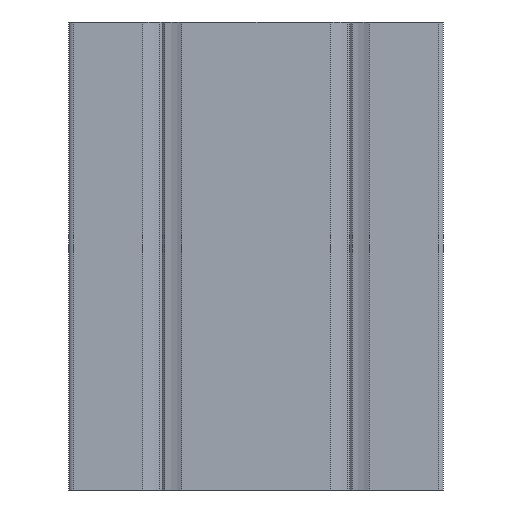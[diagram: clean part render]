
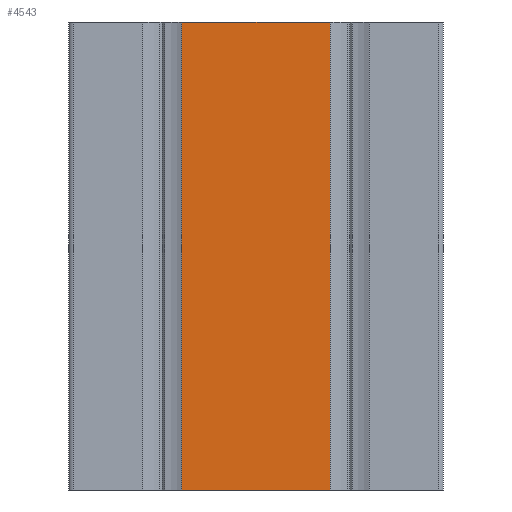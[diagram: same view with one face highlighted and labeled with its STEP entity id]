
A CAD part, left-side view. The second image highlights one B-rep face of the part: STEP entity #4543.
In plain terms, the highlighted planar face has unit normal (-1, 0, 0).
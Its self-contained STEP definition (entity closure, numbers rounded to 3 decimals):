
#4487=CARTESIAN_POINT('',(13.303,24.484,100.0));
#4488=VERTEX_POINT('',#4487);
#4495=CARTESIAN_POINT('',(13.303,24.484,0.0));
#4496=VERTEX_POINT('',#4495);
#4497=CARTESIAN_POINT('',(13.303,24.484,0.0));
#4498=DIRECTION('',(0.0,0.0,1.0));
#4499=VECTOR('',#4498,100.0);
#4500=LINE('',#4497,#4499);
#4501=EDGE_CURVE('',#4496,#4488,#4500,.T.);
#4513=CARTESIAN_POINT('',(13.303,24.484,0.0));
#4514=DIRECTION('',(-1.0,0.0,0.0));
#4515=DIRECTION('',(0.0,0.0,1.0));
#4516=AXIS2_PLACEMENT_3D('',#4513,#4514,#4515);
#4517=PLANE('',#4516);
#4518=CARTESIAN_POINT('',(13.303,56.184,100.0));
#4519=VERTEX_POINT('',#4518);
#4520=CARTESIAN_POINT('',(13.303,24.484,100.0));
#4521=DIRECTION('',(0.0,1.0,0.0));
#4522=VECTOR('',#4521,31.7);
#4523=LINE('',#4520,#4522);
#4524=EDGE_CURVE('',#4488,#4519,#4523,.T.);
#4525=ORIENTED_EDGE('',*,*,#4524,.T.);
#4526=CARTESIAN_POINT('',(13.303,56.184,0.0));
#4527=VERTEX_POINT('',#4526);
#4528=CARTESIAN_POINT('',(13.303,56.184,0.0));
#4529=DIRECTION('',(0.0,0.0,1.0));
#4530=VECTOR('',#4529,100.0);
#4531=LINE('',#4528,#4530);
#4532=EDGE_CURVE('',#4527,#4519,#4531,.T.);
#4533=ORIENTED_EDGE('',*,*,#4532,.F.);
#4534=CARTESIAN_POINT('',(13.303,56.184,0.0));
#4535=DIRECTION('',(0.0,-1.0,0.0));
#4536=VECTOR('',#4535,31.7);
#4537=LINE('',#4534,#4536);
#4538=EDGE_CURVE('',#4527,#4496,#4537,.T.);
#4539=ORIENTED_EDGE('',*,*,#4538,.T.);
#4540=ORIENTED_EDGE('',*,*,#4501,.T.);
#4541=EDGE_LOOP('',(#4525,#4533,#4539,#4540));
#4542=FACE_OUTER_BOUND('',#4541,.T.);
#4543=ADVANCED_FACE('',(#4542),#4517,.T.);
